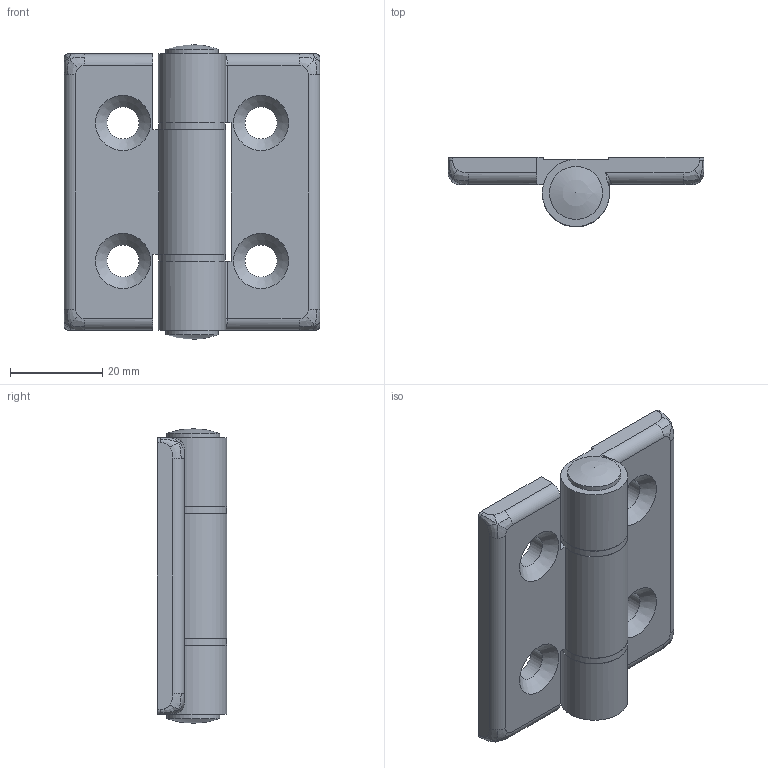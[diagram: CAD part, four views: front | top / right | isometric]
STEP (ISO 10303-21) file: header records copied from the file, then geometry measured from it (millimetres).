
FILE_DESCRIPTION(/* description */ (''),/* implementation_level */ '2;1');
FILE_NAME(/* name */ 'HCA6056.stp',/* time_stamp */ '2025-10-27T19:58:12+09:00',/* author */ ('user'),/* organization */ (''),/* preprocessor_version */ 'ST-DEVELOPER v15.6',/* originating_system */ 'Autodesk Inventor 2015',/* authorisation */ '');
FILE_SCHEMA (('AUTOMOTIVE_DESIGN { 1 0 10303 214 3 1 1 }'));
Length unit declared in the file: millimetre
Products named in the file (3): HCA6056-P1; HCA6056-P2; HCA6056
Bounding box: 55.6 x 15.1 x 64 mm (x, y, z)
Volume: 25151.1 mm3; surface area: 12121.9 mm2
Topology: 5 solids, 5 shells, 87 faces, 217 edges, 140 vertices
Faces by surface type: plane 29, bspline 26, cylinder 26, cone 4, sphere 2
Full cylindrical faces by diameter (mm): 6 x3, 7 x4, 11.5 x2, 14.5 x2
Entity records: 4150 total; most frequent: CARTESIAN_POINT 2200, ORIENTED_EDGE 384, DIRECTION 352, EDGE_CURVE 192, AXIS2_PLACEMENT_3D 140, VERTEX_POINT 132, EDGE_LOOP 116, FACE_OUTER_BOUND 87
